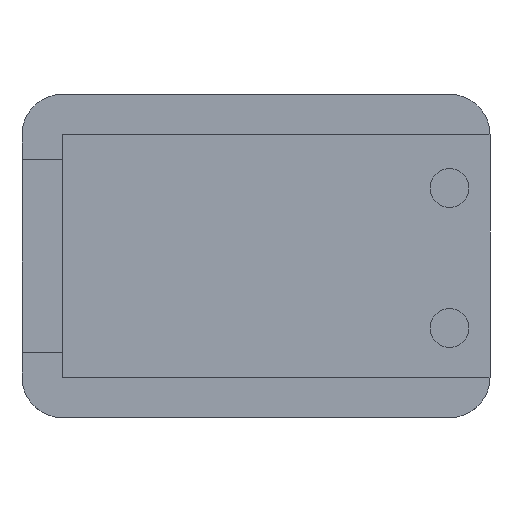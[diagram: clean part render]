
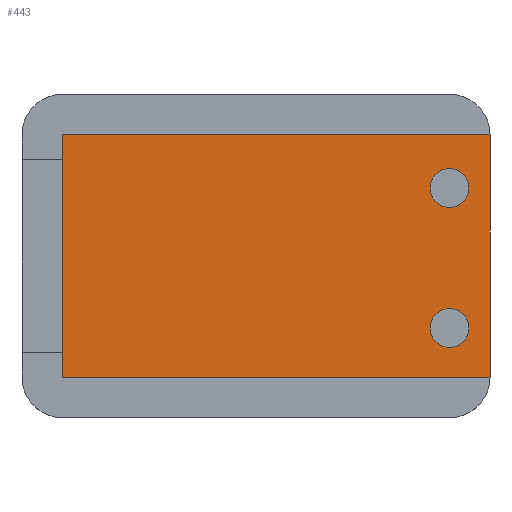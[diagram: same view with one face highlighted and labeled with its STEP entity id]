
A CAD part, top view. The second image highlights one B-rep face of the part: STEP entity #443.
In plain terms, the highlighted planar face has unit normal (0, 0, 1).
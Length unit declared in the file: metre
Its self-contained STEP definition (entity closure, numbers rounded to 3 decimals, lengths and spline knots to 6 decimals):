
#28=CIRCLE('',#488,0.0012);
#29=CIRCLE('',#489,0.0012);
#81=ORIENTED_EDGE('',*,*,#204,.F.);
#82=ORIENTED_EDGE('',*,*,#194,.F.);
#83=ORIENTED_EDGE('',*,*,#205,.T.);
#84=ORIENTED_EDGE('',*,*,#206,.T.);
#85=ORIENTED_EDGE('',*,*,#207,.F.);
#86=ORIENTED_EDGE('',*,*,#208,.F.);
#194=EDGE_CURVE('',#255,#256,#295,.T.);
#204=EDGE_CURVE('',#256,#264,#305,.T.);
#205=EDGE_CURVE('',#255,#265,#306,.T.);
#206=EDGE_CURVE('',#265,#264,#307,.T.);
#207=EDGE_CURVE('',#266,#266,#28,.T.);
#208=EDGE_CURVE('',#267,#267,#29,.T.);
#255=VERTEX_POINT('',#718);
#256=VERTEX_POINT('',#720);
#264=VERTEX_POINT('',#741);
#265=VERTEX_POINT('',#743);
#266=VERTEX_POINT('',#746);
#267=VERTEX_POINT('',#748);
#295=LINE('',#719,#334);
#305=LINE('',#740,#344);
#306=LINE('',#742,#345);
#307=LINE('',#744,#346);
#334=VECTOR('',#561,1.);
#344=VECTOR('',#577,1.);
#345=VECTOR('',#578,1.);
#346=VECTOR('',#579,1.);
#362=EDGE_LOOP('',(#81,#82,#83,#84));
#363=EDGE_LOOP('',(#85));
#364=EDGE_LOOP('',(#86));
#395=FACE_BOUND('',#362,.T.);
#396=FACE_BOUND('',#363,.T.);
#397=FACE_BOUND('',#364,.T.);
#428=PLANE('',#487);
#443=ADVANCED_FACE('',(#395,#396,#397),#428,.T.);
#487=AXIS2_PLACEMENT_3D('',#739,#575,#576);
#488=AXIS2_PLACEMENT_3D('',#745,#580,#581);
#489=AXIS2_PLACEMENT_3D('',#747,#582,#583);
#561=DIRECTION('',(0.,1.,0.));
#575=DIRECTION('',(0.,0.,1.));
#576=DIRECTION('',(1.,0.,0.));
#577=DIRECTION('',(1.,0.,0.));
#578=DIRECTION('',(1.,0.,0.));
#579=DIRECTION('',(0.,1.,0.));
#580=DIRECTION('',(0.,0.,1.));
#581=DIRECTION('',(1.,0.,0.));
#582=DIRECTION('',(0.,0.,1.));
#583=DIRECTION('',(1.,0.,0.));
#718=CARTESIAN_POINT('',(0.,0.,0.001));
#719=CARTESIAN_POINT('',(0.,0.007485,0.001));
#720=CARTESIAN_POINT('',(0.,0.01497,0.001));
#739=CARTESIAN_POINT('',(0.01195,0.007485,0.001));
#740=CARTESIAN_POINT('',(0.01255,0.01497,0.001));
#741=CARTESIAN_POINT('',(0.0264,0.01497,0.001));
#742=CARTESIAN_POINT('',(0.02575,0.,0.001));
#743=CARTESIAN_POINT('',(0.0264,0.,0.001));
#744=CARTESIAN_POINT('',(0.0264,0.007485,0.001));
#745=CARTESIAN_POINT('',(0.0239,0.01168,0.001));
#746=CARTESIAN_POINT('',(0.0251,0.01168,0.001));
#747=CARTESIAN_POINT('',(0.0239,0.00304,0.001));
#748=CARTESIAN_POINT('',(0.0251,0.00304,0.001));
